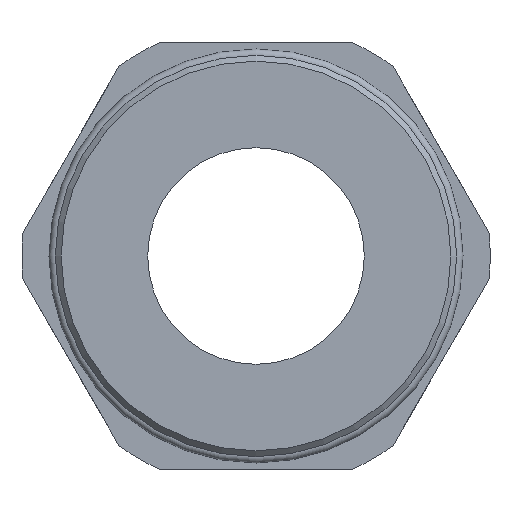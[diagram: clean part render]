
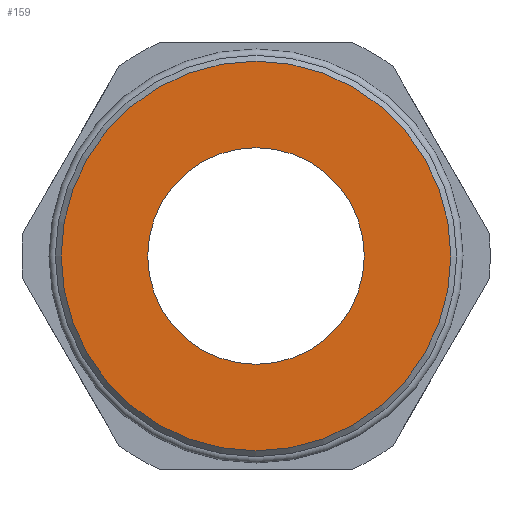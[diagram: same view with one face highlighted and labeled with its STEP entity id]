
A CAD part, left-side view. The second image highlights one B-rep face of the part: STEP entity #159.
In plain terms, the highlighted planar face has unit normal (-1, 0, 0).
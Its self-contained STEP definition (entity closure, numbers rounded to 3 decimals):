
#159 = ADVANCED_FACE( '', ( #372, #373 ), #374, .T. );
#372 = FACE_BOUND( '', #653, .T. );
#373 = FACE_OUTER_BOUND( '', #654, .T. );
#374 = PLANE( '', #655 );
#653 = EDGE_LOOP( '', ( #1054 ) );
#654 = EDGE_LOOP( '', ( #1055 ) );
#655 = AXIS2_PLACEMENT_3D( '', #1056, #1057, #1058 );
#1054 = ORIENTED_EDGE( '', *, *, #1649, .T. );
#1055 = ORIENTED_EDGE( '', *, *, #1673, .F. );
#1056 = CARTESIAN_POINT( '', ( 0., 30.58, 0. ) );
#1057 = DIRECTION( '', ( -1., 0., 0. ) );
#1058 = DIRECTION( '', ( 0., 0., 1. ) );
#1649 = EDGE_CURVE( '', #1987, #1987, #1988, .T. );
#1673 = EDGE_CURVE( '', #2026, #2026, #2027, .T. );
#1987 = VERTEX_POINT( '', #2492 );
#1988 = CIRCLE( '', #2493, 17. );
#2026 = VERTEX_POINT( '', #2571 );
#2027 = CIRCLE( '', #2572, 30.58 );
#2492 = CARTESIAN_POINT( '', ( 0., 0., -17. ) );
#2493 = AXIS2_PLACEMENT_3D( '', #2982, #2983, #2984 );
#2571 = CARTESIAN_POINT( '', ( 0., 0., -30.58 ) );
#2572 = AXIS2_PLACEMENT_3D( '', #3003, #3004, #3005 );
#2982 = CARTESIAN_POINT( '', ( 0., 0., 0. ) );
#2983 = DIRECTION( '', ( 1., 0., 0. ) );
#2984 = DIRECTION( '', ( 0., 0., -1. ) );
#3003 = CARTESIAN_POINT( '', ( 0., 0., 0. ) );
#3004 = DIRECTION( '', ( 1., 0., 0. ) );
#3005 = DIRECTION( '', ( 0., 0., -1. ) );
